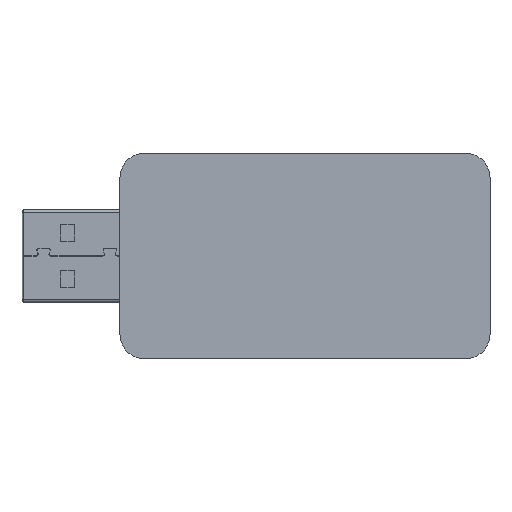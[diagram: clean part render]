
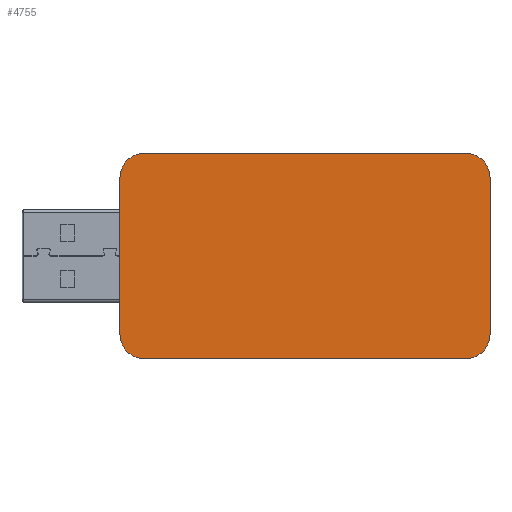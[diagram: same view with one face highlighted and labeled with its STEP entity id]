
A CAD part, front view. The second image highlights one B-rep face of the part: STEP entity #4755.
In plain terms, the highlighted planar face has unit normal (0, -1, 0).
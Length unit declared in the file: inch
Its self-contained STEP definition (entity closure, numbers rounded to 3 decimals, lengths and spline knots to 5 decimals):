
#508=LINE('',#7823,#1041);
#556=LINE('',#7966,#1089);
#559=LINE('',#7976,#1092);
#562=LINE('',#7983,#1095);
#1041=VECTOR('',#6265,0.3937);
#1089=VECTOR('',#6411,0.3937);
#1092=VECTOR('',#6424,0.3937);
#1095=VECTOR('',#6433,0.3937);
#1269=PLANE('',#5150);
#1538=FACE_OUTER_BOUND('',#1807,.T.);
#1807=EDGE_LOOP('',(#4387,#4388,#4389,#4390,#4391,#4392,#4393,#4394));
#1938=CIRCLE('',#5140,0.125);
#1939=CIRCLE('',#5143,0.125);
#1940=CIRCLE('',#5145,0.125);
#1941=CIRCLE('',#5148,0.125);
#2331=VERTEX_POINT('',#7820);
#2332=VERTEX_POINT('',#7822);
#2376=VERTEX_POINT('',#7959);
#2377=VERTEX_POINT('',#7960);
#2378=VERTEX_POINT('',#7965);
#2379=VERTEX_POINT('',#7971);
#2380=VERTEX_POINT('',#7975);
#2381=VERTEX_POINT('',#7979);
#2974=EDGE_CURVE('',#2331,#2332,#508,.T.);
#3040=EDGE_CURVE('',#2376,#2377,#1938,.T.);
#3043=EDGE_CURVE('',#2378,#2376,#556,.T.);
#3045=EDGE_CURVE('',#2332,#2378,#1939,.T.);
#3046=EDGE_CURVE('',#2379,#2331,#1940,.T.);
#3048=EDGE_CURVE('',#2380,#2379,#559,.T.);
#3050=EDGE_CURVE('',#2381,#2380,#1941,.T.);
#3052=EDGE_CURVE('',#2377,#2381,#562,.T.);
#4387=ORIENTED_EDGE('',*,*,#3052,.F.);
#4388=ORIENTED_EDGE('',*,*,#3040,.F.);
#4389=ORIENTED_EDGE('',*,*,#3043,.F.);
#4390=ORIENTED_EDGE('',*,*,#3045,.F.);
#4391=ORIENTED_EDGE('',*,*,#2974,.F.);
#4392=ORIENTED_EDGE('',*,*,#3046,.F.);
#4393=ORIENTED_EDGE('',*,*,#3048,.F.);
#4394=ORIENTED_EDGE('',*,*,#3050,.F.);
#4755=ADVANCED_FACE('',(#1538),#1269,.F.);
#5140=AXIS2_PLACEMENT_3D('',#7961,#6405,#6406);
#5143=AXIS2_PLACEMENT_3D('',#7969,#6415,#6416);
#5145=AXIS2_PLACEMENT_3D('',#7972,#6419,#6420);
#5148=AXIS2_PLACEMENT_3D('',#7980,#6428,#6429);
#5150=AXIS2_PLACEMENT_3D('',#7984,#6434,#6435);
#6265=DIRECTION('',(0.,0.,1.));
#6405=DIRECTION('center_axis',(0.,1.,0.));
#6406=DIRECTION('ref_axis',(0.,0.,1.));
#6411=DIRECTION('',(1.,0.,0.));
#6415=DIRECTION('center_axis',(0.,1.,0.));
#6416=DIRECTION('ref_axis',(-1.,0.,0.));
#6419=DIRECTION('center_axis',(0.,1.,0.));
#6420=DIRECTION('ref_axis',(0.,0.,-1.));
#6424=DIRECTION('',(-1.,0.,0.));
#6428=DIRECTION('center_axis',(0.,1.,0.));
#6429=DIRECTION('ref_axis',(1.,0.,0.));
#6433=DIRECTION('',(0.,0.,-1.));
#6434=DIRECTION('center_axis',(0.,1.,0.));
#6435=DIRECTION('ref_axis',(0.,0.,1.));
#7820=CARTESIAN_POINT('',(-0.945,0.,-0.4));
#7822=CARTESIAN_POINT('',(-0.945,0.,0.4));
#7823=CARTESIAN_POINT('',(-0.945,0.,-0.4));
#7959=CARTESIAN_POINT('',(0.82,0.,0.525));
#7960=CARTESIAN_POINT('',(0.945,0.,0.4));
#7961=CARTESIAN_POINT('Origin',(0.82,0.,0.4));
#7965=CARTESIAN_POINT('',(-0.82,0.,0.525));
#7966=CARTESIAN_POINT('',(-0.82,0.,0.525));
#7969=CARTESIAN_POINT('Origin',(-0.82,0.,0.4));
#7971=CARTESIAN_POINT('',(-0.82,0.,-0.525));
#7972=CARTESIAN_POINT('Origin',(-0.82,0.,-0.4));
#7975=CARTESIAN_POINT('',(0.82,0.,-0.525));
#7976=CARTESIAN_POINT('',(0.82,0.,-0.525));
#7979=CARTESIAN_POINT('',(0.945,0.,-0.4));
#7980=CARTESIAN_POINT('Origin',(0.82,0.,-0.4));
#7983=CARTESIAN_POINT('',(0.945,0.,0.4));
#7984=CARTESIAN_POINT('Origin',(0.,0.,0.));
